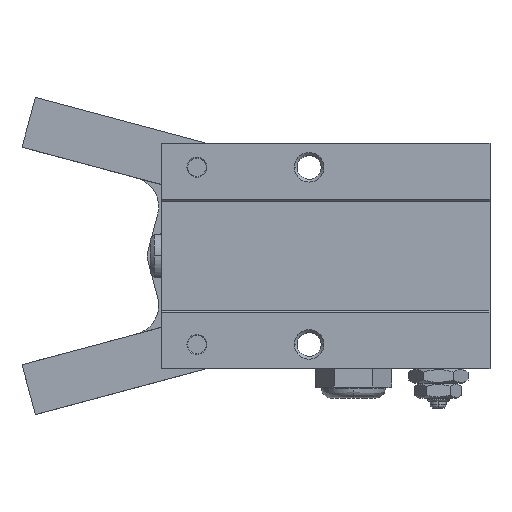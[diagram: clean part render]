
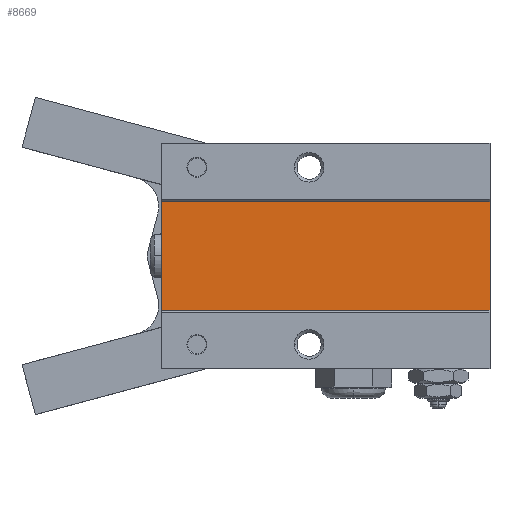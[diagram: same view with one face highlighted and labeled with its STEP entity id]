
A CAD part, top view. The second image highlights one B-rep face of the part: STEP entity #8669.
In plain terms, the highlighted planar face has unit normal (0, 0, 1).
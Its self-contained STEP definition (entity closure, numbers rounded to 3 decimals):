
#96 = EDGE_CURVE ( 'NONE', #5862, #126, #4606, .T. ) ;
#126 = VERTEX_POINT ( 'NONE', #7358 ) ;
#142 = DIRECTION ( 'NONE',  ( 0., 0., 1. ) ) ;
#164 = DIRECTION ( 'NONE',  ( 0., -1., 0. ) ) ;
#179 = ORIENTED_EDGE ( 'NONE', *, *, #96, .T. ) ;
#428 = VERTEX_POINT ( 'NONE', #609 ) ;
#463 = EDGE_CURVE ( 'NONE', #428, #5862, #2266, .T. ) ;
#588 = CARTESIAN_POINT ( 'NONE',  ( -44.5, 7.35, 11.45 ) ) ;
#609 = CARTESIAN_POINT ( 'NONE',  ( 0., 7.35, 11.45 ) ) ;
#956 = FACE_OUTER_BOUND ( 'NONE', #4034, .T. ) ;
#1469 = LINE ( 'NONE', #2401, #2915 ) ;
#1609 = ORIENTED_EDGE ( 'NONE', *, *, #463, .T. ) ;
#1725 = ORIENTED_EDGE ( 'NONE', *, *, #4109, .F. ) ;
#2266 = LINE ( 'NONE', #4350, #7789 ) ;
#2269 = PLANE ( 'NONE',  #8127 ) ;
#2401 = CARTESIAN_POINT ( 'NONE',  ( 0., 0., 11.45 ) ) ;
#2915 = VECTOR ( 'NONE', #3819, 1000. ) ;
#3734 = VECTOR ( 'NONE', #9142, 1000. ) ;
#3819 = DIRECTION ( 'NONE',  ( 0., -1., 0. ) ) ;
#4034 = EDGE_LOOP ( 'NONE', ( #1725, #1609, #179, #6832 ) ) ;
#4090 = CARTESIAN_POINT ( 'NONE',  ( 0., -7.35, 11.45 ) ) ;
#4109 = EDGE_CURVE ( 'NONE', #428, #8808, #1469, .T. ) ;
#4350 = CARTESIAN_POINT ( 'NONE',  ( 0., 7.35, 11.45 ) ) ;
#4606 = LINE ( 'NONE', #8757, #4834 ) ;
#4834 = VECTOR ( 'NONE', #164, 1000. ) ;
#5151 = DIRECTION ( 'NONE',  ( 1., 0., 0. ) ) ;
#5862 = VERTEX_POINT ( 'NONE', #588 ) ;
#6832 = ORIENTED_EDGE ( 'NONE', *, *, #9050, .T. ) ;
#7305 = CARTESIAN_POINT ( 'NONE',  ( 0., 7.35, 11.45 ) ) ;
#7358 = CARTESIAN_POINT ( 'NONE',  ( -44.5, -7.35, 11.45 ) ) ;
#7484 = CARTESIAN_POINT ( 'NONE',  ( 0., -7.35, 11.45 ) ) ;
#7582 = LINE ( 'NONE', #4090, #3734 ) ;
#7789 = VECTOR ( 'NONE', #7961, 1000. ) ;
#7961 = DIRECTION ( 'NONE',  ( -1., 0., 0. ) ) ;
#8127 = AXIS2_PLACEMENT_3D ( 'NONE', #7305, #142, #5151 ) ;
#8669 = ADVANCED_FACE ( 'NONE', ( #956 ), #2269, .T. ) ;
#8757 = CARTESIAN_POINT ( 'NONE',  ( -44.5, 7.35, 11.45 ) ) ;
#8808 = VERTEX_POINT ( 'NONE', #7484 ) ;
#9050 = EDGE_CURVE ( 'NONE', #126, #8808, #7582, .T. ) ;
#9142 = DIRECTION ( 'NONE',  ( 1., 0., 0. ) ) ;
